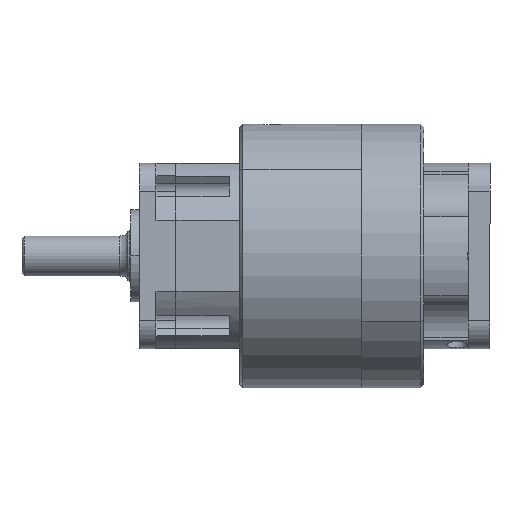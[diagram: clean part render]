
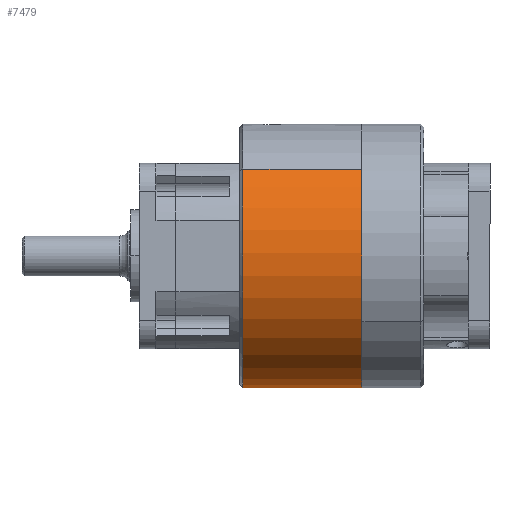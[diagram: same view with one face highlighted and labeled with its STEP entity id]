
A CAD part, left-side view. The second image highlights one B-rep face of the part: STEP entity #7479.
In plain terms, the highlighted cylindrical face has radius 31.5 mm (diameter 63 mm), a partial arc.
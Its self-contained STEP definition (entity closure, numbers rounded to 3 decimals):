
#53 = VERTEX_POINT ( 'NONE', #4641 ) ;
#828 = CARTESIAN_POINT ( 'NONE',  ( 36.279, 9.742, 5.621 ) ) ;
#1096 = DIRECTION ( 'NONE',  ( 0.751, 0., -0.661 ) ) ;
#1479 = CIRCLE ( 'NONE', #19384, 31.5 ) ;
#1864 = CARTESIAN_POINT ( 'NONE',  ( 12.634, 9.742, 26.434 ) ) ;
#2012 = AXIS2_PLACEMENT_3D ( 'NONE', #9033, #7502, #1096 ) ;
#2029 = LINE ( 'NONE', #2040, #19103 ) ;
#2040 = CARTESIAN_POINT ( 'NONE',  ( -11.011, 9.742, 47.247 ) ) ;
#2261 = DIRECTION ( 'NONE',  ( 0., 1., 0. ) ) ;
#2488 = VECTOR ( 'NONE', #2489, 1000. ) ;
#2489 = DIRECTION ( 'NONE',  ( 0., 1., 0. ) ) ;
#4641 = CARTESIAN_POINT ( 'NONE',  ( 36.279, 9.793, 5.621 ) ) ;
#5403 = VERTEX_POINT ( 'NONE', #13756 ) ;
#6272 = LINE ( 'NONE', #828, #2488 ) ;
#6770 = EDGE_CURVE ( 'NONE', #19519, #15953, #12635, .T. ) ;
#7479 = ADVANCED_FACE ( 'NONE', ( #14635 ), #20179, .T. ) ;
#7502 = DIRECTION ( 'NONE',  ( 0., -1., 0. ) ) ;
#7691 = AXIS2_PLACEMENT_3D ( 'NONE', #1864, #18281, #11569 ) ;
#9033 = CARTESIAN_POINT ( 'NONE',  ( 12.634, 38.19, 26.434 ) ) ;
#9354 = ORIENTED_EDGE ( 'NONE', *, *, #11767, .T. ) ;
#10339 = DIRECTION ( 'NONE',  ( 0., 1., 0. ) ) ;
#10755 = CARTESIAN_POINT ( 'NONE',  ( 36.279, 38.19, 5.621 ) ) ;
#11569 = DIRECTION ( 'NONE',  ( 0.751, 0., -0.661 ) ) ;
#11767 = EDGE_CURVE ( 'NONE', #5403, #19519, #2029, .T. ) ;
#12336 = EDGE_LOOP ( 'NONE', ( #14288, #9354, #12876, #17648 ) ) ;
#12370 = CARTESIAN_POINT ( 'NONE',  ( -11.011, 38.19, 47.247 ) ) ;
#12635 = CIRCLE ( 'NONE', #2012, 31.5 ) ;
#12876 = ORIENTED_EDGE ( 'NONE', *, *, #6770, .T. ) ;
#13585 = DIRECTION ( 'NONE',  ( -0.663, 0., -0.748 ) ) ;
#13756 = CARTESIAN_POINT ( 'NONE',  ( -11.011, 9.793, 47.247 ) ) ;
#14288 = ORIENTED_EDGE ( 'NONE', *, *, #14646, .T. ) ;
#14635 = FACE_OUTER_BOUND ( 'NONE', #12336, .T. ) ;
#14646 = EDGE_CURVE ( 'NONE', #53, #5403, #1479, .T. ) ;
#15953 = VERTEX_POINT ( 'NONE', #10755 ) ;
#16716 = CARTESIAN_POINT ( 'NONE',  ( 12.634, 9.793, 26.434 ) ) ;
#17403 = EDGE_CURVE ( 'NONE', #53, #15953, #6272, .T. ) ;
#17648 = ORIENTED_EDGE ( 'NONE', *, *, #17403, .F. ) ;
#18281 = DIRECTION ( 'NONE',  ( 0., 1., 0. ) ) ;
#19103 = VECTOR ( 'NONE', #10339, 1000. ) ;
#19384 = AXIS2_PLACEMENT_3D ( 'NONE', #16716, #2261, #13585 ) ;
#19519 = VERTEX_POINT ( 'NONE', #12370 ) ;
#20179 = CYLINDRICAL_SURFACE ( 'NONE', #7691, 31.5 ) ;
